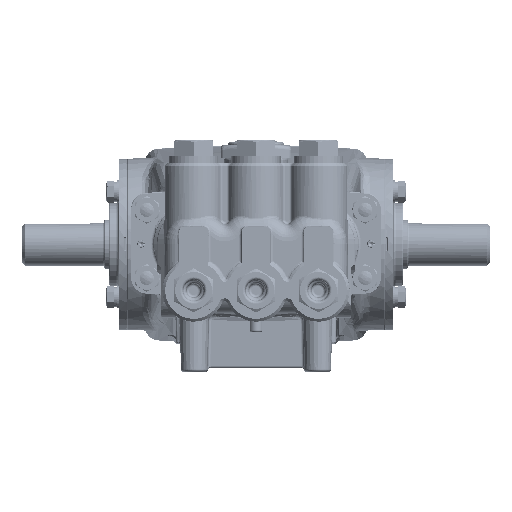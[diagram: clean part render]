
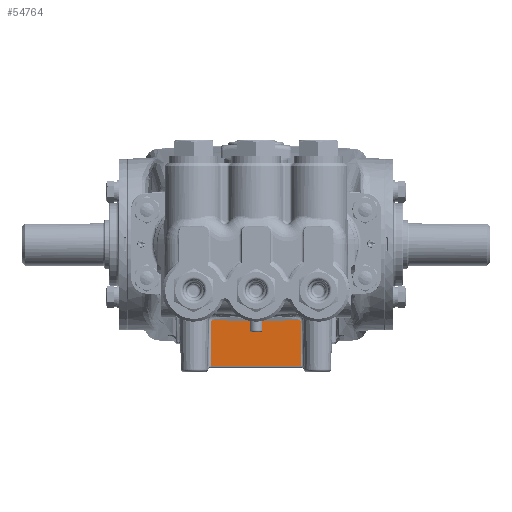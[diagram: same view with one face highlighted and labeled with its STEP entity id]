
A CAD part, top view. The second image highlights one B-rep face of the part: STEP entity #54764.
In plain terms, the highlighted planar face has unit normal (0, -0.018, 1).
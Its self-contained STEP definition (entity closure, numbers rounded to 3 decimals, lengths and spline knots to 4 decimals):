
#298 = EDGE_CURVE ( 'NONE', #2817, #11226, #124593, .T. ) ;
#2817 = VERTEX_POINT ( 'NONE', #83154 ) ;
#8502 = CARTESIAN_POINT ( 'NONE',  ( -1.2352, -2.128, 5.7727 ) ) ;
#10123 = CARTESIAN_POINT ( 'NONE',  ( 1.2571, -3.3865, 5.7508 ) ) ;
#10229 = B_SPLINE_CURVE_WITH_KNOTS ( 'NONE', 3,
 ( #123421, #187327, #103852, #8502 ),
 .UNSPECIFIED., .F., .F.,
 ( 4, 4 ),
 ( 0., 0.0006 ),
 .UNSPECIFIED. ) ;
#11226 = VERTEX_POINT ( 'NONE', #10123 ) ;
#15926 = DIRECTION ( 'NONE',  ( 0.017, -1., -0.017 ) ) ;
#18650 = PLANE ( 'NONE',  #25469 ) ;
#21238 = DIRECTION ( 'NONE',  ( 0., -0.017, 1. ) ) ;
#24808 = CARTESIAN_POINT ( 'NONE',  ( -1.2322, -2.1036, 5.7732 ) ) ;
#25469 = AXIS2_PLACEMENT_3D ( 'NONE', #57767, #21238, #120451 ) ;
#26045 = FACE_OUTER_BOUND ( 'NONE', #201951, .T. ) ;
#34350 = VERTEX_POINT ( 'NONE', #83005 ) ;
#36696 = VECTOR ( 'NONE', #15926, 39.3701 ) ;
#40644 = VERTEX_POINT ( 'NONE', #141395 ) ;
#49053 = B_SPLINE_CURVE_WITH_KNOTS ( 'NONE', 3,
 ( #199239, #258045, #60816, #160088 ),
 .UNSPECIFIED., .F., .F.,
 ( 4, 4 ),
 ( 0., 0.0006 ),
 .UNSPECIFIED. ) ;
#53512 = CARTESIAN_POINT ( 'NONE',  ( -1.2322, -2.1036, 5.7732 ) ) ;
#53992 = CARTESIAN_POINT ( 'NONE',  ( -1.2578, -3.4266, 5.7501 ) ) ;
#54764 = ADVANCED_FACE ( 'NONE', ( #26045 ), #18650, .T. ) ;
#57767 = CARTESIAN_POINT ( 'NONE',  ( -1.3386, -3.5433, 5.748 ) ) ;
#59615 = VERTEX_POINT ( 'NONE', #113634 ) ;
#60816 = CARTESIAN_POINT ( 'NONE',  ( 1.235, -2.1198, 5.7729 ) ) ;
#65629 = EDGE_CURVE ( 'NONE', #34350, #40644, #84127, .T. ) ;
#70958 = VERTEX_POINT ( 'NONE', #24808 ) ;
#74601 = B_SPLINE_CURVE_WITH_KNOTS ( 'NONE', 3,
 ( #211547, #229831, #168543, #53512 ),
 .UNSPECIFIED., .F., .F.,
 ( 4, 4 ),
 ( 0., 0.0313 ),
 .UNSPECIFIED. ) ;
#77939 = VECTOR ( 'NONE', #133693, 39.3701 ) ;
#79523 = CARTESIAN_POINT ( 'NONE',  ( 1.2352, -2.128, 5.7727 ) ) ;
#83005 = CARTESIAN_POINT ( 'NONE',  ( 0., -2.1573, 5.7722 ) ) ;
#83154 = CARTESIAN_POINT ( 'NONE',  ( -1.2571, -3.3865, 5.7508 ) ) ;
#84127 = B_SPLINE_CURVE_WITH_KNOTS ( 'NONE', 3,
 ( #241971, #142732, #222354, #202766 ),
 .UNSPECIFIED., .F., .F.,
 ( 4, 4 ),
 ( 0., 0.0313 ),
 .UNSPECIFIED. ) ;
#103852 = CARTESIAN_POINT ( 'NONE',  ( -1.235, -2.1198, 5.7729 ) ) ;
#113634 = CARTESIAN_POINT ( 'NONE',  ( -1.2352, -2.128, 5.7727 ) ) ;
#116685 = LINE ( 'NONE', #53992, #77939 ) ;
#120451 = DIRECTION ( 'NONE',  ( 0., -1., -0.017 ) ) ;
#123421 = CARTESIAN_POINT ( 'NONE',  ( -1.2322, -2.1036, 5.7732 ) ) ;
#124593 = LINE ( 'NONE', #221237, #150461 ) ;
#129861 = EDGE_CURVE ( 'NONE', #59615, #2817, #116685, .T. ) ;
#131119 = EDGE_CURVE ( 'NONE', #131828, #11226, #197316, .T. ) ;
#131828 = VERTEX_POINT ( 'NONE', #79523 ) ;
#133693 = DIRECTION ( 'NONE',  ( -0.017, -1., -0.017 ) ) ;
#141395 = CARTESIAN_POINT ( 'NONE',  ( 1.2322, -2.1036, 5.7732 ) ) ;
#142732 = CARTESIAN_POINT ( 'NONE',  ( 0.411, -2.1454, 5.7724 ) ) ;
#147469 = ORIENTED_EDGE ( 'NONE', *, *, #298, .T. ) ;
#150461 = VECTOR ( 'NONE', #204219, 39.3701 ) ;
#160088 = CARTESIAN_POINT ( 'NONE',  ( 1.2352, -2.128, 5.7727 ) ) ;
#168543 = CARTESIAN_POINT ( 'NONE',  ( -0.8218, -2.1278, 5.7727 ) ) ;
#171190 = EDGE_CURVE ( 'NONE', #70958, #59615, #10229, .T. ) ;
#175577 = ORIENTED_EDGE ( 'NONE', *, *, #129861, .T. ) ;
#177201 = ORIENTED_EDGE ( 'NONE', *, *, #171190, .T. ) ;
#187327 = CARTESIAN_POINT ( 'NONE',  ( -1.234, -2.1116, 5.773 ) ) ;
#193090 = EDGE_CURVE ( 'NONE', #34350, #70958, #74601, .T. ) ;
#197316 = LINE ( 'NONE', #237785, #36696 ) ;
#197978 = ORIENTED_EDGE ( 'NONE', *, *, #244690, .F. ) ;
#199239 = CARTESIAN_POINT ( 'NONE',  ( 1.2322, -2.1036, 5.7732 ) ) ;
#201951 = EDGE_LOOP ( 'NONE', ( #175577, #147469, #207106, #197978, #245253, #231073, #177201 ) ) ;
#202766 = CARTESIAN_POINT ( 'NONE',  ( 1.2322, -2.1036, 5.7732 ) ) ;
#204219 = DIRECTION ( 'NONE',  ( 1., 0., 0. ) ) ;
#207106 = ORIENTED_EDGE ( 'NONE', *, *, #131119, .F. ) ;
#211547 = CARTESIAN_POINT ( 'NONE',  ( 0., -2.1573, 5.7722 ) ) ;
#221237 = CARTESIAN_POINT ( 'NONE',  ( -1.3386, -3.3865, 5.7508 ) ) ;
#222354 = CARTESIAN_POINT ( 'NONE',  ( 0.8218, -2.1278, 5.7727 ) ) ;
#229831 = CARTESIAN_POINT ( 'NONE',  ( -0.411, -2.1454, 5.7724 ) ) ;
#231073 = ORIENTED_EDGE ( 'NONE', *, *, #193090, .T. ) ;
#237785 = CARTESIAN_POINT ( 'NONE',  ( 1.2578, -3.4266, 5.7501 ) ) ;
#241971 = CARTESIAN_POINT ( 'NONE',  ( 0., -2.1573, 5.7722 ) ) ;
#244690 = EDGE_CURVE ( 'NONE', #40644, #131828, #49053, .T. ) ;
#245253 = ORIENTED_EDGE ( 'NONE', *, *, #65629, .F. ) ;
#258045 = CARTESIAN_POINT ( 'NONE',  ( 1.234, -2.1116, 5.773 ) ) ;
